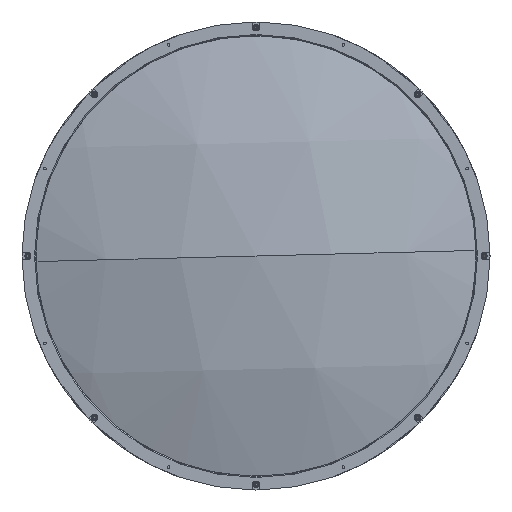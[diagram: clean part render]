
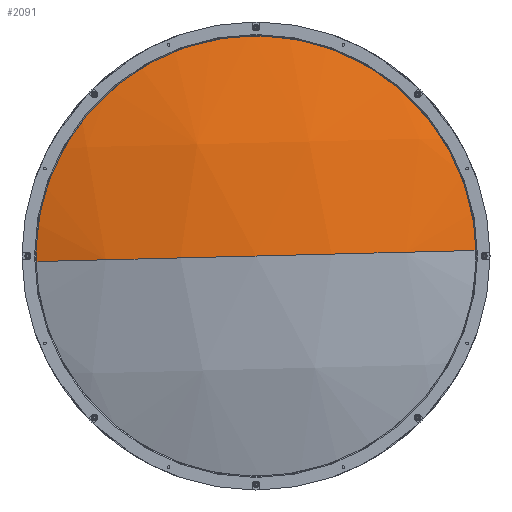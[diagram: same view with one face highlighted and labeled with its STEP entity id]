
A CAD part, left-side view. The second image highlights one B-rep face of the part: STEP entity #2091.
In plain terms, the highlighted spherical face has radius 625 mm.
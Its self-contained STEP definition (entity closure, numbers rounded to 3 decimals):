
#301 = FACE_OUTER_BOUND ( 'NONE', #5493, .T. ) ;
#405 = AXIS2_PLACEMENT_3D ( 'NONE', #10203, #3840, #7594 ) ;
#510 = VERTEX_POINT ( 'NONE', #15849 ) ;
#789 = ORIENTED_EDGE ( 'NONE', *, *, #13421, .T. ) ;
#830 = EDGE_CURVE ( 'NONE', #15728, #510, #6947, .T. ) ;
#1098 = DIRECTION ( 'NONE',  ( -1., 0., 0. ) ) ;
#2091 = ADVANCED_FACE ( 'NONE', ( #301 ), #13497, .T. ) ;
#2093 = CARTESIAN_POINT ( 'NONE',  ( 31.576, -204.935, 5.173 ) ) ;
#3167 = DIRECTION ( 'NONE',  ( 0., -0.025, -1. ) ) ;
#3840 = DIRECTION ( 'NONE',  ( 0., 0.025, 1. ) ) ;
#3966 = ORIENTED_EDGE ( 'NONE', *, *, #830, .T. ) ;
#4087 = CIRCLE ( 'NONE', #13728, 625. ) ;
#5263 = EDGE_CURVE ( 'NONE', #13372, #510, #4087, .T. ) ;
#5493 = EDGE_LOOP ( 'NONE', ( #789, #3966, #7885 ) ) ;
#6947 = CIRCLE ( 'NONE', #405, 625. ) ;
#7560 = AXIS2_PLACEMENT_3D ( 'NONE', #8718, #1098, #10030 ) ;
#7594 = DIRECTION ( 'NONE',  ( 0., -1., 0.025 ) ) ;
#7885 = ORIENTED_EDGE ( 'NONE', *, *, #5263, .F. ) ;
#8718 = CARTESIAN_POINT ( 'NONE',  ( 31.576, 0., 0. ) ) ;
#10030 = DIRECTION ( 'NONE',  ( 0., 0.025, 1. ) ) ;
#10203 = CARTESIAN_POINT ( 'NONE',  ( 622., 0., 0. ) ) ;
#10582 = AXIS2_PLACEMENT_3D ( 'NONE', #12285, #11074, #13657 ) ;
#10829 = CARTESIAN_POINT ( 'NONE',  ( 622., 0., 0. ) ) ;
#11074 = DIRECTION ( 'NONE',  ( 0., 0.025, 1. ) ) ;
#11318 = CIRCLE ( 'NONE', #7560, 205. ) ;
#12083 = DIRECTION ( 'NONE',  ( 0., 1., -0.025 ) ) ;
#12285 = CARTESIAN_POINT ( 'NONE',  ( 622., 0., 0. ) ) ;
#13372 = VERTEX_POINT ( 'NONE', #2093 ) ;
#13421 = EDGE_CURVE ( 'NONE', #13372, #15728, #11318, .T. ) ;
#13497 = SPHERICAL_SURFACE ( 'NONE', #10582, 625. ) ;
#13657 = DIRECTION ( 'NONE',  ( 0., -1., 0.025 ) ) ;
#13728 = AXIS2_PLACEMENT_3D ( 'NONE', #10829, #3167, #12083 ) ;
#14049 = CARTESIAN_POINT ( 'NONE',  ( 31.576, 204.935, -5.173 ) ) ;
#15728 = VERTEX_POINT ( 'NONE', #14049 ) ;
#15849 = CARTESIAN_POINT ( 'NONE',  ( -3., 0., 0. ) ) ;
